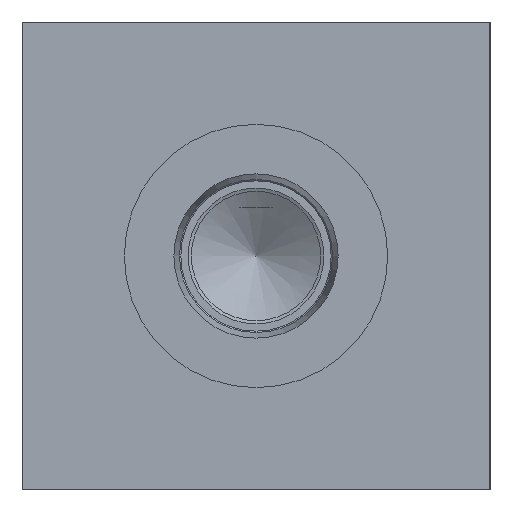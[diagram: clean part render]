
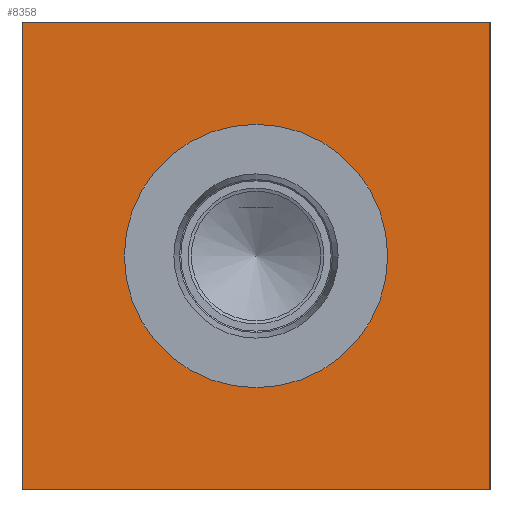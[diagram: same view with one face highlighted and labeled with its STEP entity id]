
A CAD part, left-side view. The second image highlights one B-rep face of the part: STEP entity #8358.
In plain terms, the highlighted planar face has unit normal (-1, 0, 0).
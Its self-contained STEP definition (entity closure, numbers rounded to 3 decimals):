
#354=CIRCLE('',#8947,12.51);
#355=CIRCLE('',#8948,12.51);
#429=FACE_BOUND('',#1623,.T.);
#1123=FACE_OUTER_BOUND('',#1622,.T.);
#1622=EDGE_LOOP('',(#7366,#7367,#7368,#7369));
#1623=EDGE_LOOP('',(#7370,#7371));
#1893=LINE('',#12727,#2643);
#2381=LINE('',#14368,#3131);
#2382=LINE('',#14369,#3132);
#2383=LINE('',#14370,#3133);
#2643=VECTOR('',#9361,10.);
#3131=VECTOR('',#10879,10.);
#3132=VECTOR('',#10880,10.);
#3133=VECTOR('',#10881,10.);
#3409=VERTEX_POINT('',#12720);
#3412=VERTEX_POINT('',#12725);
#3911=VERTEX_POINT('',#14337);
#3912=VERTEX_POINT('',#14338);
#3921=VERTEX_POINT('',#14366);
#3922=VERTEX_POINT('',#14367);
#4333=EDGE_CURVE('',#3412,#3409,#1893,.T.);
#5063=EDGE_CURVE('',#3911,#3912,#354,.T.);
#5064=EDGE_CURVE('',#3912,#3911,#355,.T.);
#5077=EDGE_CURVE('',#3921,#3922,#2381,.T.);
#5078=EDGE_CURVE('',#3922,#3409,#2382,.T.);
#5079=EDGE_CURVE('',#3921,#3412,#2383,.T.);
#7366=ORIENTED_EDGE('',*,*,#5077,.T.);
#7367=ORIENTED_EDGE('',*,*,#5078,.T.);
#7368=ORIENTED_EDGE('',*,*,#4333,.F.);
#7369=ORIENTED_EDGE('',*,*,#5079,.F.);
#7370=ORIENTED_EDGE('',*,*,#5063,.T.);
#7371=ORIENTED_EDGE('',*,*,#5064,.T.);
#7638=PLANE('',#8961);
#8358=ADVANCED_FACE('',(#1123,#429),#7638,.T.);
#8947=AXIS2_PLACEMENT_3D('',#14339,#10845,#10846);
#8948=AXIS2_PLACEMENT_3D('',#14340,#10847,#10848);
#8961=AXIS2_PLACEMENT_3D('',#14365,#10877,#10878);
#9361=DIRECTION('',(0.,-1.,0.));
#10845=DIRECTION('center_axis',(1.,0.,0.));
#10846=DIRECTION('ref_axis',(0.,0.,1.));
#10847=DIRECTION('center_axis',(1.,0.,0.));
#10848=DIRECTION('ref_axis',(0.,0.,1.));
#10877=DIRECTION('center_axis',(-1.,0.,0.));
#10878=DIRECTION('ref_axis',(0.,-1.,0.));
#10879=DIRECTION('',(0.,-1.,0.));
#10880=DIRECTION('',(0.,0.,1.));
#10881=DIRECTION('',(0.,0.,1.));
#12720=CARTESIAN_POINT('',(0.,0.,44.45));
#12725=CARTESIAN_POINT('',(0.,44.45,44.45));
#12727=CARTESIAN_POINT('',(0.,44.45,44.45));
#14337=CARTESIAN_POINT('',(0.,22.225,34.735));
#14338=CARTESIAN_POINT('',(0.,22.225,9.716));
#14339=CARTESIAN_POINT('Origin',(0.,22.225,22.225));
#14340=CARTESIAN_POINT('Origin',(0.,22.225,22.225));
#14365=CARTESIAN_POINT('Origin',(0.,44.45,0.));
#14366=CARTESIAN_POINT('',(0.,44.45,0.));
#14367=CARTESIAN_POINT('',(0.,0.,0.));
#14368=CARTESIAN_POINT('',(0.,44.45,0.));
#14369=CARTESIAN_POINT('',(0.,0.,0.));
#14370=CARTESIAN_POINT('',(0.,44.45,0.));
